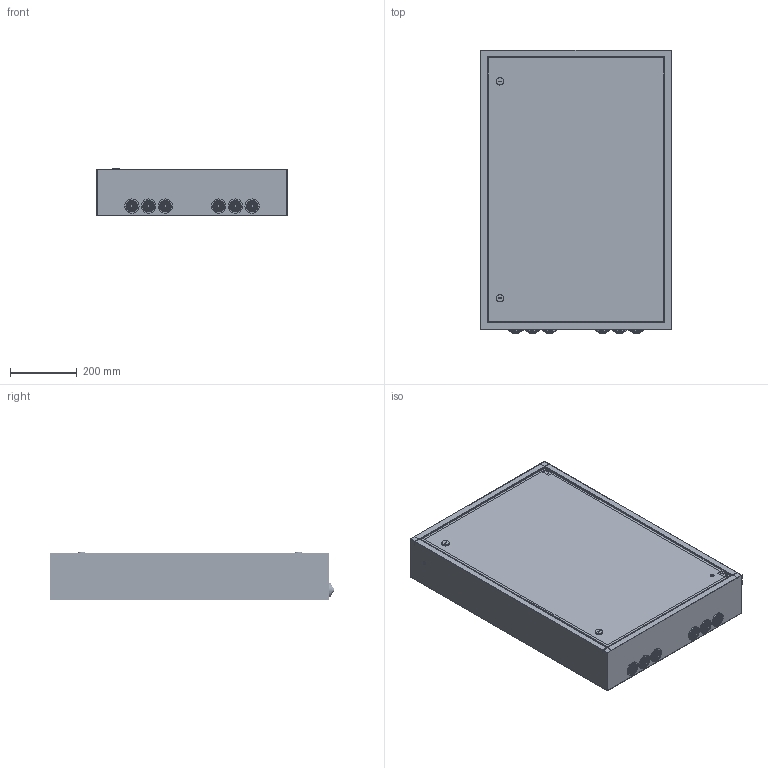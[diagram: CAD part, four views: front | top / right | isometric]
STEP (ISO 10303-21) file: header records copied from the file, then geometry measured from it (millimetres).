
FILE_DESCRIPTION (( 'STEP AP214' ), '1' );
FILE_NAME ('ÊÈÂÀ 223.00.00-14ÑÁ óïðîù.STEP', '2024-10-03T08:32:03', ( '' ), ( '' ), 'SwSTEP 2.0', 'SolidWorks 2022', '' );
FILE_SCHEMA (( 'AUTOMOTIVE_DESIGN' ));
Length unit declared in the file: millimetre
Products named in the file (1): КИВА 223.00.00-14СБ упрощ
Bounding box: 570 x 848.01 x 143.5 mm (x, y, z)
Volume: 5388856.4 mm3; surface area: 4716638.9 mm2
Topology: 67 solids, 87 shells, 5985 faces, 16192 edges, 10716 vertices
Faces by surface type: plane 3977, cylinder 1422, cone 224, bspline 160, sphere 122, torus 80
Entity records: 267797 total; most frequent: CARTESIAN_POINT 49534, ORIENTED_EDGE 32344, DIRECTION 29974, EDGE_CURVE 16172, LINE 11442, VECTOR 11442, VERTEX_POINT 10714, AXIS2_PLACEMENT_3D 9266
